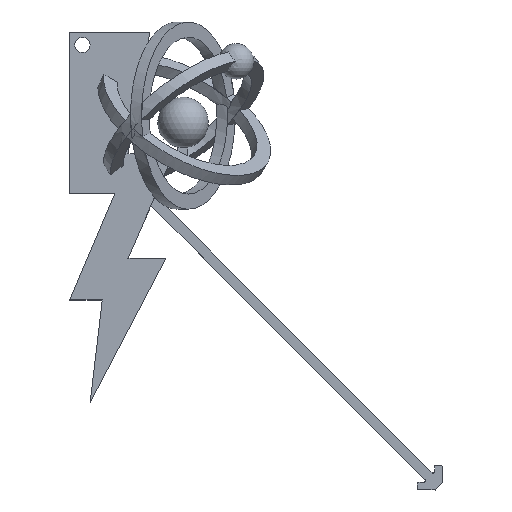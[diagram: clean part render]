
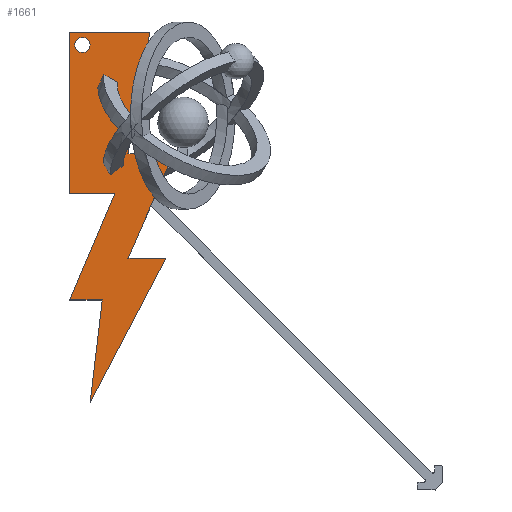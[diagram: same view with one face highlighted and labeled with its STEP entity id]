
A CAD part, top view. The second image highlights one B-rep face of the part: STEP entity #1661.
In plain terms, the highlighted planar face has unit normal (0, 0, 1).
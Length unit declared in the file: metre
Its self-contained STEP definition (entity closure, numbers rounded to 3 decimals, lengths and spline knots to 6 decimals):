
#84=ELLIPSE('',#1808,0.052326,0.0185);
#89=ELLIPSE('',#1821,0.033289,0.0155);
#91=ELLIPSE('',#1841,0.043841,0.0155);
#92=ELLIPSE('',#1842,0.039732,0.0185);
#104=LINE('',#2430,#234);
#188=LINE('',#2766,#318);
#191=LINE('',#2817,#321);
#192=LINE('',#2824,#322);
#195=LINE('',#2831,#325);
#199=LINE('',#2839,#329);
#202=LINE('',#2845,#332);
#205=LINE('',#2851,#335);
#208=LINE('',#2857,#338);
#211=LINE('',#2863,#341);
#214=LINE('',#2869,#344);
#217=LINE('',#2875,#347);
#220=LINE('',#2881,#350);
#223=LINE('',#2887,#353);
#225=LINE('',#2890,#355);
#234=VECTOR('',#1915,1.);
#318=VECTOR('',#2189,1.);
#321=VECTOR('',#2232,1.);
#322=VECTOR('',#2241,1.);
#325=VECTOR('',#2246,1.);
#329=VECTOR('',#2252,1.);
#332=VECTOR('',#2257,1.);
#335=VECTOR('',#2262,1.);
#338=VECTOR('',#2267,1.);
#341=VECTOR('',#2272,1.);
#344=VECTOR('',#2277,1.);
#347=VECTOR('',#2282,1.);
#350=VECTOR('',#2287,1.);
#353=VECTOR('',#2292,1.);
#355=VECTOR('',#2296,1.);
#697=ORIENTED_EDGE('',*,*,#1087,.F.);
#698=ORIENTED_EDGE('',*,*,#1033,.F.);
#699=ORIENTED_EDGE('',*,*,#878,.T.);
#700=ORIENTED_EDGE('',*,*,#1088,.T.);
#701=ORIENTED_EDGE('',*,*,#1028,.F.);
#702=ORIENTED_EDGE('',*,*,#1089,.F.);
#703=ORIENTED_EDGE('',*,*,#1049,.T.);
#704=ORIENTED_EDGE('',*,*,#1047,.T.);
#705=ORIENTED_EDGE('',*,*,#1053,.F.);
#706=ORIENTED_EDGE('',*,*,#1056,.F.);
#707=ORIENTED_EDGE('',*,*,#1060,.T.);
#708=ORIENTED_EDGE('',*,*,#1063,.T.);
#709=ORIENTED_EDGE('',*,*,#1066,.T.);
#710=ORIENTED_EDGE('',*,*,#1069,.T.);
#711=ORIENTED_EDGE('',*,*,#1072,.F.);
#712=ORIENTED_EDGE('',*,*,#1075,.F.);
#713=ORIENTED_EDGE('',*,*,#1078,.F.);
#714=ORIENTED_EDGE('',*,*,#1081,.F.);
#715=ORIENTED_EDGE('',*,*,#1084,.F.);
#716=ORIENTED_EDGE('',*,*,#1086,.F.);
#878=EDGE_CURVE('',#1132,#1131,#104,.T.);
#1028=EDGE_CURVE('',#1240,#1241,#188,.T.);
#1033=EDGE_CURVE('',#1132,#1240,#84,.T.);
#1047=EDGE_CURVE('',#1254,#1253,#89,.T.);
#1049=EDGE_CURVE('',#1255,#1254,#191,.T.);
#1053=EDGE_CURVE('',#1256,#1253,#192,.T.);
#1056=EDGE_CURVE('',#1259,#1260,#195,.T.);
#1060=EDGE_CURVE('',#1259,#1262,#199,.T.);
#1063=EDGE_CURVE('',#1262,#1264,#202,.T.);
#1066=EDGE_CURVE('',#1264,#1266,#205,.T.);
#1069=EDGE_CURVE('',#1266,#1268,#208,.T.);
#1072=EDGE_CURVE('',#1270,#1268,#211,.T.);
#1075=EDGE_CURVE('',#1272,#1270,#214,.T.);
#1078=EDGE_CURVE('',#1274,#1272,#217,.T.);
#1081=EDGE_CURVE('',#1276,#1274,#220,.T.);
#1084=EDGE_CURVE('',#1278,#1276,#223,.T.);
#1086=EDGE_CURVE('',#1260,#1278,#225,.T.);
#1087=EDGE_CURVE('',#1279,#1279,#1340,.T.);
#1088=EDGE_CURVE('',#1131,#1241,#91,.T.);
#1089=EDGE_CURVE('',#1255,#1256,#92,.T.);
#1131=VERTEX_POINT('',#2429);
#1132=VERTEX_POINT('',#2431);
#1240=VERTEX_POINT('',#2765);
#1241=VERTEX_POINT('',#2767);
#1253=VERTEX_POINT('',#2812);
#1254=VERTEX_POINT('',#2814);
#1255=VERTEX_POINT('',#2818);
#1256=VERTEX_POINT('',#2823);
#1259=VERTEX_POINT('',#2830);
#1260=VERTEX_POINT('',#2832);
#1262=VERTEX_POINT('',#2838);
#1264=VERTEX_POINT('',#2844);
#1266=VERTEX_POINT('',#2850);
#1268=VERTEX_POINT('',#2856);
#1270=VERTEX_POINT('',#2862);
#1272=VERTEX_POINT('',#2868);
#1274=VERTEX_POINT('',#2874);
#1276=VERTEX_POINT('',#2880);
#1278=VERTEX_POINT('',#2886);
#1279=VERTEX_POINT('',#2893);
#1340=CIRCLE('',#1840,0.0015);
#1419=EDGE_LOOP('',(#697));
#1420=EDGE_LOOP('',(#698,#699,#700,#701));
#1421=EDGE_LOOP('',(#702,#703,#704,#705));
#1422=EDGE_LOOP('',(#706,#707,#708,#709,#710,#711,#712,#713,#714,#715,#716));
#1516=FACE_BOUND('',#1419,.T.);
#1517=FACE_BOUND('',#1420,.T.);
#1518=FACE_BOUND('',#1421,.T.);
#1519=FACE_BOUND('',#1422,.T.);
#1592=PLANE('',#1839);
#1661=ADVANCED_FACE('',(#1516,#1517,#1518,#1519),#1592,.T.);
#1808=AXIS2_PLACEMENT_3D('',#2778,#2198,#2199);
#1821=AXIS2_PLACEMENT_3D('',#2813,#2226,#2227);
#1839=AXIS2_PLACEMENT_3D('',#2891,#2297,#2298);
#1840=AXIS2_PLACEMENT_3D('',#2892,#2299,#2300);
#1841=AXIS2_PLACEMENT_3D('',#2894,#2301,#2302);
#1842=AXIS2_PLACEMENT_3D('',#2895,#2303,#2304);
#1915=DIRECTION('',(0.79,0.613,0.));
#2189=DIRECTION('',(0.79,0.613,0.));
#2198=DIRECTION('',(0.,0.,1.));
#2199=DIRECTION('',(0.613,-0.79,0.));
#2226=DIRECTION('',(0.,0.,1.));
#2227=DIRECTION('',(-0.511,-0.86,0.));
#2232=DIRECTION('',(0.86,-0.511,0.));
#2241=DIRECTION('',(0.86,-0.511,0.));
#2246=DIRECTION('',(1.,0.,0.));
#2252=DIRECTION('',(0.,-1.,0.));
#2257=DIRECTION('',(1.,0.,0.));
#2262=DIRECTION('',(-0.389,-0.921,0.));
#2267=DIRECTION('',(1.,0.,0.));
#2272=DIRECTION('',(0.117,0.993,0.));
#2277=DIRECTION('',(-0.464,-0.886,0.));
#2282=DIRECTION('',(1.,0.,0.));
#2287=DIRECTION('',(-0.4,-0.916,0.));
#2292=DIRECTION('',(1.,0.,0.));
#2296=DIRECTION('',(-0.178,-0.984,0.));
#2297=DIRECTION('',(0.,0.,1.));
#2298=DIRECTION('',(1.,0.,0.));
#2299=DIRECTION('',(0.,0.,1.));
#2300=DIRECTION('',(1.,0.,0.));
#2301=DIRECTION('',(0.,0.,1.));
#2302=DIRECTION('',(0.613,-0.79,0.));
#2303=DIRECTION('',(0.,0.,1.));
#2304=DIRECTION('',(-0.511,-0.86,0.));
#2429=CARTESIAN_POINT('',(0.001529,0.00332,0.075));
#2430=CARTESIAN_POINT('',(0.0133,0.012448,0.075));
#2431=CARTESIAN_POINT('',(-0.000922,0.00142,0.075));
#2765=CARTESIAN_POINT('',(0.000559,-0.000814,0.075));
#2766=CARTESIAN_POINT('',(0.014938,0.010336,0.075));
#2767=CARTESIAN_POINT('',(0.002977,0.001061,0.075));
#2778=CARTESIAN_POINT('',(0.020727,0.002871,0.075));
#2812=CARTESIAN_POINT('',(0.000689,0.014874,0.075));
#2813=CARTESIAN_POINT('',(0.018511,0.015932,0.075));
#2814=CARTESIAN_POINT('',(0.001829,0.017482,0.075));
#2817=CARTESIAN_POINT('',(0.014842,0.009754,0.075));
#2818=CARTESIAN_POINT('',(-0.000802,0.019045,0.075));
#2823=CARTESIAN_POINT('',(-0.001994,0.016467,0.075));
#2824=CARTESIAN_POINT('',(0.013399,0.007325,0.075));
#2830=CARTESIAN_POINT('',(-0.007546,0.027367,0.075));
#2831=CARTESIAN_POINT('',(0.000364,0.027367,0.075));
#2832=CARTESIAN_POINT('',(0.008273,0.027367,0.075));
#2838=CARTESIAN_POINT('',(-0.007546,-0.004385,0.075));
#2839=CARTESIAN_POINT('',(-0.007546,0.011491,0.075));
#2844=CARTESIAN_POINT('',(0.001371,-0.004385,0.075));
#2845=CARTESIAN_POINT('',(-0.003087,-0.004385,0.075));
#2850=CARTESIAN_POINT('',(-0.007546,-0.025515,0.075));
#2851=CARTESIAN_POINT('',(-0.003087,-0.01495,0.075));
#2856=CARTESIAN_POINT('',(-0.001137,-0.025515,0.075));
#2857=CARTESIAN_POINT('',(-0.004341,-0.025515,0.075));
#2862=CARTESIAN_POINT('',(-0.003522,-0.045825,0.075));
#2863=CARTESIAN_POINT('',(-0.00233,-0.03567,0.075));
#2868=CARTESIAN_POINT('',(0.011423,-0.017276,0.075));
#2869=CARTESIAN_POINT('',(0.00395,-0.031551,0.075));
#2874=CARTESIAN_POINT('',(0.00395,-0.017276,0.075));
#2875=CARTESIAN_POINT('',(0.007686,-0.017276,0.075));
#2880=CARTESIAN_POINT('',(0.01299,0.003417,0.075));
#2881=CARTESIAN_POINT('',(0.00847,-0.00693,0.075));
#2886=CARTESIAN_POINT('',(0.00395,0.003417,0.075));
#2887=CARTESIAN_POINT('',(0.00847,0.003417,0.075));
#2890=CARTESIAN_POINT('',(0.006112,0.015392,0.075));
#2891=CARTESIAN_POINT('',(0.002722,-0.009229,0.075));
#2892=CARTESIAN_POINT('',(-0.005046,0.024867,0.075));
#2893=CARTESIAN_POINT('',(-0.003546,0.024867,0.075));
#2894=CARTESIAN_POINT('',(0.020727,0.002871,0.075));
#2895=CARTESIAN_POINT('',(0.018511,0.015932,0.075));
